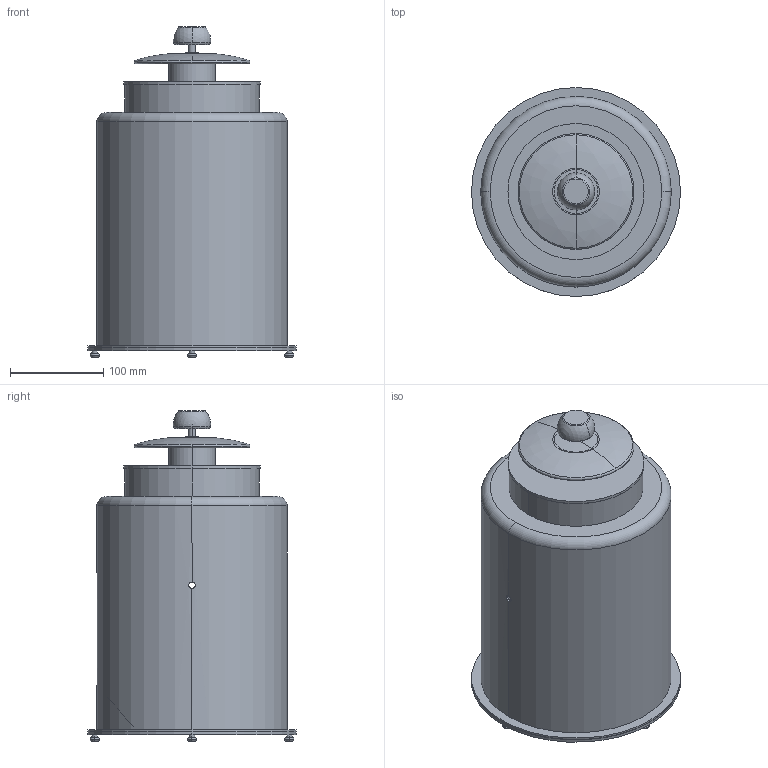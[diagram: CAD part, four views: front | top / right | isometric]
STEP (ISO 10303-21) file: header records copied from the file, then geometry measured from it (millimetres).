
FILE_DESCRIPTION (( 'STEP AP214' ), '1' );
FILE_NAME ('Lamp_STEP.STEP', '2017-12-05T21:23:21', ( '' ), ( '' ), 'SwSTEP 2.0', 'SolidWorks 2016', '' );
FILE_SCHEMA (( 'AUTOMOTIVE_DESIGN' ));
Length unit declared in the file: millimetre
Products named in the file (1): Lamp_STEP
Bounding box: 224 x 224 x 354.32 mm (x, y, z)
Volume: 608808.1 mm3; surface area: 568684.7 mm2
Topology: 8 solids, 9 shells, 182 faces, 457 edges, 291 vertices
Faces by surface type: cylinder 98, plane 38, torus 30, bspline 14, sphere 2
Entity records: 9939 total; most frequent: CARTESIAN_POINT 5539, ORIENTED_EDGE 896, DIRECTION 772, EDGE_CURVE 448, AXIS2_PLACEMENT_3D 325, VERTEX_POINT 288, EDGE_LOOP 258, ADVANCED_FACE 182
